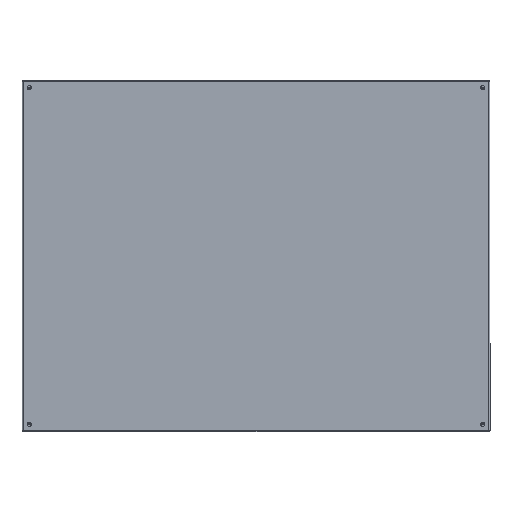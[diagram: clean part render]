
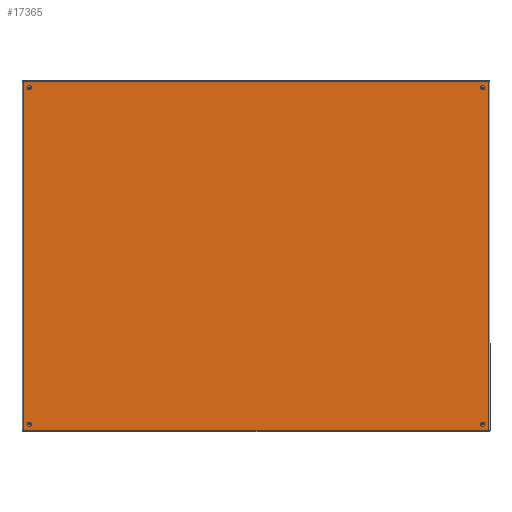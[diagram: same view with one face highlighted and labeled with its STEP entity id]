
A CAD part, left-side view. The second image highlights one B-rep face of the part: STEP entity #17365.
In plain terms, the highlighted face is planar.
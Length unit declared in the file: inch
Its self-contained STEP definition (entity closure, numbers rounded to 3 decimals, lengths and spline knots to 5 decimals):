
#557=FACE_BOUND('',#3488,.T.);
#558=FACE_BOUND('',#3489,.T.);
#559=FACE_BOUND('',#3490,.T.);
#560=FACE_BOUND('',#3491,.T.);
#1240=CIRCLE('',#18512,0.21875);
#1241=CIRCLE('',#18513,0.21875);
#1242=CIRCLE('',#18514,0.21875);
#1243=CIRCLE('',#18515,0.21875);
#2379=FACE_OUTER_BOUND('',#3487,.T.);
#3487=EDGE_LOOP('',(#12004,#12005,#12006,#12007));
#3488=EDGE_LOOP('',(#12008));
#3489=EDGE_LOOP('',(#12009));
#3490=EDGE_LOOP('',(#12010));
#3491=EDGE_LOOP('',(#12011));
#4950=LINE('',#26226,#6334);
#4955=LINE('',#26244,#6339);
#4959=LINE('',#26258,#6343);
#4961=LINE('',#26261,#6345);
#6334=VECTOR('',#20613,35.852);
#6339=VECTOR('',#20636,35.852);
#6343=VECTOR('',#20656,47.7895);
#6345=VECTOR('',#20660,47.7895);
#7683=VERTEX_POINT('',#26223);
#7684=VERTEX_POINT('',#26225);
#7687=VERTEX_POINT('',#26241);
#7688=VERTEX_POINT('',#26243);
#7691=VERTEX_POINT('',#26262);
#7692=VERTEX_POINT('',#26264);
#7693=VERTEX_POINT('',#26266);
#7694=VERTEX_POINT('',#26268);
#9361=EDGE_CURVE('',#7684,#7683,#4950,.T.);
#9370=EDGE_CURVE('',#7688,#7687,#4955,.T.);
#9377=EDGE_CURVE('',#7688,#7683,#4959,.T.);
#9379=EDGE_CURVE('',#7684,#7687,#4961,.T.);
#9380=EDGE_CURVE('',#7691,#7691,#1240,.T.);
#9381=EDGE_CURVE('',#7692,#7692,#1241,.T.);
#9382=EDGE_CURVE('',#7693,#7693,#1242,.T.);
#9383=EDGE_CURVE('',#7694,#7694,#1243,.T.);
#12004=ORIENTED_EDGE('',*,*,#9370,.T.);
#12005=ORIENTED_EDGE('',*,*,#9379,.F.);
#12006=ORIENTED_EDGE('',*,*,#9361,.T.);
#12007=ORIENTED_EDGE('',*,*,#9377,.F.);
#12008=ORIENTED_EDGE('',*,*,#9380,.T.);
#12009=ORIENTED_EDGE('',*,*,#9381,.T.);
#12010=ORIENTED_EDGE('',*,*,#9382,.T.);
#12011=ORIENTED_EDGE('',*,*,#9383,.T.);
#16553=PLANE('',#18511);
#17365=ADVANCED_FACE('',(#2379,#557,#558,#559,#560),#16553,.F.);
#18511=AXIS2_PLACEMENT_3D('',#26260,#20658,#20659);
#18512=AXIS2_PLACEMENT_3D('',#26263,#20661,#20662);
#18513=AXIS2_PLACEMENT_3D('',#26265,#20663,#20664);
#18514=AXIS2_PLACEMENT_3D('',#26267,#20665,#20666);
#18515=AXIS2_PLACEMENT_3D('',#26269,#20667,#20668);
#20613=DIRECTION('',(0.,1.,0.));
#20636=DIRECTION('',(0.,-1.,0.));
#20656=DIRECTION('',(-1.,0.,0.));
#20658=DIRECTION('center_axis',(0.,0.,1.));
#20659=DIRECTION('ref_axis',(1.,0.,0.));
#20660=DIRECTION('',(1.,0.,0.));
#20661=DIRECTION('center_axis',(0.,0.,1.));
#20662=DIRECTION('ref_axis',(1.,0.,0.));
#20663=DIRECTION('center_axis',(0.,0.,1.));
#20664=DIRECTION('ref_axis',(1.,0.,0.));
#20665=DIRECTION('center_axis',(0.,0.,1.));
#20666=DIRECTION('ref_axis',(1.,0.,0.));
#20667=DIRECTION('center_axis',(0.,0.,1.));
#20668=DIRECTION('ref_axis',(1.,0.,0.));
#26223=CARTESIAN_POINT('',(0.10525,35.852,0.));
#26225=CARTESIAN_POINT('',(0.10525,0.,0.));
#26226=CARTESIAN_POINT('',(0.10525,8.963,0.));
#26241=CARTESIAN_POINT('',(47.89475,0.,0.));
#26243=CARTESIAN_POINT('',(47.89475,35.852,0.));
#26244=CARTESIAN_POINT('',(47.89475,26.889,0.));
#26258=CARTESIAN_POINT('',(48.,35.852,0.));
#26260=CARTESIAN_POINT('Origin',(24.,17.926,0.));
#26261=CARTESIAN_POINT('',(0.,0.,0.));
#26262=CARTESIAN_POINT('',(47.46875,0.676,0.));
#26263=CARTESIAN_POINT('Origin',(47.25,0.676,0.));
#26264=CARTESIAN_POINT('',(47.46875,35.176,0.));
#26265=CARTESIAN_POINT('Origin',(47.25,35.176,0.));
#26266=CARTESIAN_POINT('',(0.96875,0.676,0.));
#26267=CARTESIAN_POINT('Origin',(0.75,0.676,0.));
#26268=CARTESIAN_POINT('',(0.96875,35.176,0.));
#26269=CARTESIAN_POINT('Origin',(0.75,35.176,0.));
